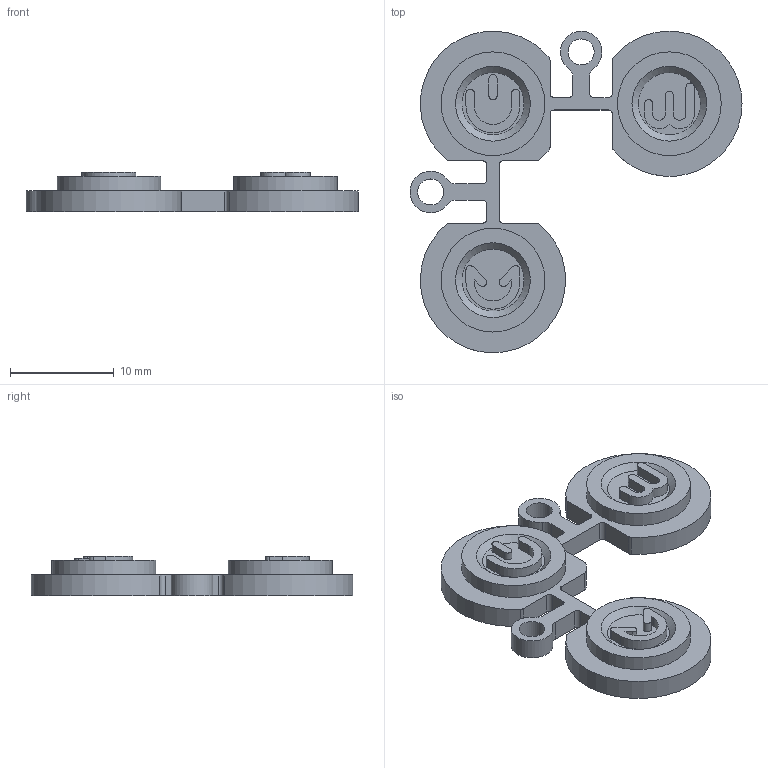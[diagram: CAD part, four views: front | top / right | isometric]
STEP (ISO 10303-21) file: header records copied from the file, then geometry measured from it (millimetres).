
FILE_DESCRIPTION(('HOOPS Exchange Step'),'2;1');
FILE_NAME('temp_export','2021-02-14T16:45:44-05:00',('poastoast'),('Shapr3D Limited'),'HOOPS Exchange 2020.2','Shapr3D','Authorized');
FILE_SCHEMA( ('AP203_CONFIGURATION_CONTROLLED_3D_DESIGN_OF_MECHANICAL_PARTS_AND_ASSEMBLIES_MIM_LF') );
Length unit declared in the file: millimetre
Products named in the file (1): 7DF67BF6-B111-475B-A909-957566655510.tmp
Bounding box: 31.99 x 31 x 3.8 mm (x, y, z)
Volume: 1229.5 mm3; surface area: 1541.2 mm2
Topology: 1 solids, 1 shells, 111 faces, 303 edges, 204 vertices
Faces by surface type: cylinder 58, plane 50, cone 3
Full cylindrical faces by diameter (mm): 2.5 x2, 10 x3
Entity records: 3605 total; most frequent: DIRECTION 655, CARTESIAN_POINT 619, ORIENTED_EDGE 606, EDGE_CURVE 303, AXIS2_PLACEMENT_3D 240, VERTEX_POINT 204, VECTOR 175, LINE 175
